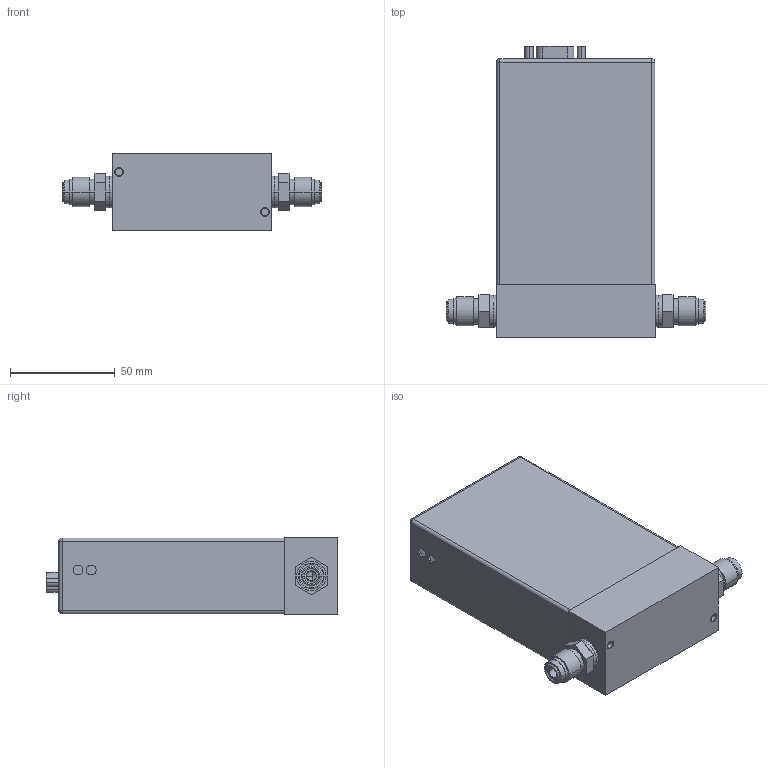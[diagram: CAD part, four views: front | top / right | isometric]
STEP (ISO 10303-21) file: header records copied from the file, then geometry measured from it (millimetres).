
FILE_DESCRIPTION((''),'2;1');
FILE_NAME('1179A_9PIN_4VCR_ASM','2011-02-10T',('cockrofm'),('MKS Instruments, Inc.'),'PRO/ENGINEER BY PARAMETRIC TECHNOLOGY CORPORATION, 2009060','PRO/ENGINEER BY PARAMETRIC TECHNOLOGY CORPORATION, 2009060','');
FILE_SCHEMA(('CONFIG_CONTROL_DESIGN'));
Length unit declared in the file: inch
Products named in the file (6): 118253_FLOWBODY-TYPE-1179A; 116407-P1; 120345-P2; 747250_9PIN; CONNECTOR-SCREWLOCK; 1179A_9PIN_4VCR_ASM
Assembly tree (7 placements, depth 2):
  1179A_9PIN_4VCR_ASM
    118253_FLOWBODY-TYPE-1179A
    116407-P1  x2
    120345-P2
    747250_9PIN
    CONNECTOR-SCREWLOCK  x2
Bounding box: 123.95 x 139.45 x 36.83 mm (x, y, z)
Volume: 88916.9 mm3; surface area: 75603.2 mm2
Topology: 7 solids, 21 shells, 791 faces, 1986 edges, 1247 vertices
Faces by surface type: plane 415, cylinder 280, cone 56, torus 32, sphere 8
Entity records: 22313 total; most frequent: CARTESIAN_POINT 3967, DIRECTION 3965, ORIENTED_EDGE 3636, EDGE_CURVE 1844, AXIS2_PLACEMENT_3D 1391, VECTOR 1183, LINE 1183, VERTEX_POINT 1169
